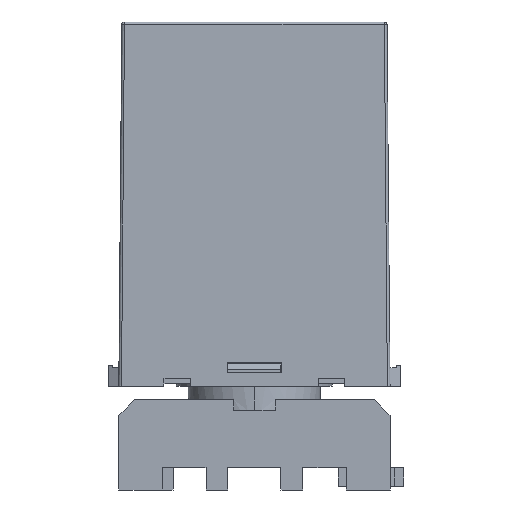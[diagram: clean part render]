
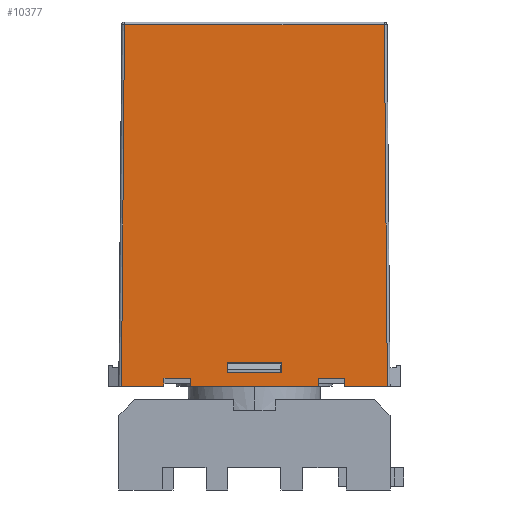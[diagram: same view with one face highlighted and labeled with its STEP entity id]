
A CAD part, front view. The second image highlights one B-rep face of the part: STEP entity #10377.
In plain terms, the highlighted planar face has unit normal (0, -1, 0.008).
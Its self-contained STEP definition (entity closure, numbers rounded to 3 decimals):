
#225 = VECTOR ( 'NONE', #1847, 1000. ) ;
#741 = VERTEX_POINT ( 'NONE', #28468 ) ;
#757 = LINE ( 'NONE', #35780, #33113 ) ;
#1582 = CARTESIAN_POINT ( 'NONE',  ( 17., -20.5, 0. ) ) ;
#1628 = CARTESIAN_POINT ( 'NONE',  ( -5.1, -20.479, 2.5 ) ) ;
#1789 = CARTESIAN_POINT ( 'NONE',  ( 12., -20.488, 1.5 ) ) ;
#1818 = LINE ( 'NONE', #15313, #34134 ) ;
#1847 = DIRECTION ( 'NONE',  ( 1., 0., 0. ) ) ;
#2496 = VERTEX_POINT ( 'NONE', #1789 ) ;
#2511 = VERTEX_POINT ( 'NONE', #8010 ) ;
#2924 = VERTEX_POINT ( 'NONE', #16627 ) ;
#3697 = LINE ( 'NONE', #40021, #10983 ) ;
#3868 = CARTESIAN_POINT ( 'NONE',  ( -24.433, -19.933, 68.004 ) ) ;
#4062 = CARTESIAN_POINT ( 'NONE',  ( -24.433, -19.933, 68.004 ) ) ;
#4369 = VERTEX_POINT ( 'NONE', #13252 ) ;
#4673 = CARTESIAN_POINT ( 'NONE',  ( 25., -20.463, 4.5 ) ) ;
#5814 = LINE ( 'NONE', #1582, #22367 ) ;
#6580 = VECTOR ( 'NONE', #35971, 1000. ) ;
#6745 = CARTESIAN_POINT ( 'NONE',  ( -25., -20.5, 0. ) ) ;
#6995 = EDGE_LOOP ( 'NONE', ( #19062, #32347, #18455, #37609 ) ) ;
#7114 = VECTOR ( 'NONE', #12219, 1000. ) ;
#7437 = ORIENTED_EDGE ( 'NONE', *, *, #23793, .T. ) ;
#7610 = VECTOR ( 'NONE', #32510, 1000. ) ;
#8010 = CARTESIAN_POINT ( 'NONE',  ( -17., -20.488, 1.5 ) ) ;
#8032 = DIRECTION ( 'NONE',  ( -0.008, 0.008, 1. ) ) ;
#8315 = EDGE_CURVE ( 'NONE', #19564, #13468, #31880, .T. ) ;
#8340 = CARTESIAN_POINT ( 'NONE',  ( -12., -20.5, 0. ) ) ;
#9048 = DIRECTION ( 'NONE',  ( 1., 0., 0. ) ) ;
#9446 = EDGE_CURVE ( 'NONE', #16057, #19564, #1818, .T. ) ;
#9765 = AXIS2_PLACEMENT_3D ( 'NONE', #35337, #37166, #37295 ) ;
#10377 = ADVANCED_FACE ( 'NONE', ( #23129, #32454 ), #25494, .T. ) ;
#10983 = VECTOR ( 'NONE', #33890, 1000. ) ;
#11588 = ORIENTED_EDGE ( 'NONE', *, *, #16707, .T. ) ;
#11829 = VERTEX_POINT ( 'NONE', #24120 ) ;
#12153 = CARTESIAN_POINT ( 'NONE',  ( -5.1, -20.5, 0. ) ) ;
#12163 = CARTESIAN_POINT ( 'NONE',  ( -17., -20.5, 0. ) ) ;
#12219 = DIRECTION ( 'NONE',  ( 0., -0.008, -1. ) ) ;
#12839 = EDGE_CURVE ( 'NONE', #14795, #16057, #757, .T. ) ;
#13252 = CARTESIAN_POINT ( 'NONE',  ( 17., -20.5, 0. ) ) ;
#13468 = VERTEX_POINT ( 'NONE', #18063 ) ;
#13760 = ORIENTED_EDGE ( 'NONE', *, *, #27637, .T. ) ;
#13895 = VECTOR ( 'NONE', #9048, 1000. ) ;
#14215 = DIRECTION ( 'NONE',  ( -1., 0., 0. ) ) ;
#14279 = EDGE_CURVE ( 'NONE', #24976, #4369, #30440, .T. ) ;
#14513 = CARTESIAN_POINT ( 'NONE',  ( 25., -20.5, 0. ) ) ;
#14713 = LINE ( 'NONE', #27206, #30454 ) ;
#14795 = VERTEX_POINT ( 'NONE', #24878 ) ;
#15313 = CARTESIAN_POINT ( 'NONE',  ( 25., -20.479, 2.5 ) ) ;
#15323 = LINE ( 'NONE', #35360, #31994 ) ;
#15430 = LINE ( 'NONE', #35868, #32115 ) ;
#15690 = VECTOR ( 'NONE', #8032, 1000. ) ;
#15832 = LINE ( 'NONE', #4673, #6580 ) ;
#16057 = VERTEX_POINT ( 'NONE', #38017 ) ;
#16582 = DIRECTION ( 'NONE',  ( -1., 0., 0. ) ) ;
#16627 = CARTESIAN_POINT ( 'NONE',  ( -25., -20.5, 0. ) ) ;
#16707 = EDGE_CURVE ( 'NONE', #24976, #18295, #39704, .T. ) ;
#16777 = DIRECTION ( 'NONE',  ( 0., 0.008, 1. ) ) ;
#16856 = LINE ( 'NONE', #20573, #225 ) ;
#17084 = DIRECTION ( 'NONE',  ( 1., 0., 0. ) ) ;
#17341 = ORIENTED_EDGE ( 'NONE', *, *, #27672, .T. ) ;
#18063 = CARTESIAN_POINT ( 'NONE',  ( -5.1, -20.463, 4.5 ) ) ;
#18249 = VERTEX_POINT ( 'NONE', #8340 ) ;
#18295 = VERTEX_POINT ( 'NONE', #33649 ) ;
#18455 = ORIENTED_EDGE ( 'NONE', *, *, #9446, .T. ) ;
#19000 = VERTEX_POINT ( 'NONE', #34530 ) ;
#19062 = ORIENTED_EDGE ( 'NONE', *, *, #35077, .T. ) ;
#19478 = ORIENTED_EDGE ( 'NONE', *, *, #25782, .T. ) ;
#19564 = VERTEX_POINT ( 'NONE', #1628 ) ;
#20091 = EDGE_LOOP ( 'NONE', ( #30925, #11588, #19478, #22283, #32496, #13760, #7437, #17341, #25849, #37943, #25426, #37310 ) ) ;
#20573 = CARTESIAN_POINT ( 'NONE',  ( 25., -20.488, 1.5 ) ) ;
#20864 = DIRECTION ( 'NONE',  ( 0., 0.008, 1. ) ) ;
#21092 = VECTOR ( 'NONE', #38115, 1000. ) ;
#21666 = EDGE_CURVE ( 'NONE', #4369, #19000, #5814, .T. ) ;
#22061 = LINE ( 'NONE', #22520, #21092 ) ;
#22240 = LINE ( 'NONE', #37103, #13895 ) ;
#22283 = ORIENTED_EDGE ( 'NONE', *, *, #40523, .T. ) ;
#22367 = VECTOR ( 'NONE', #23463, 1000. ) ;
#22520 = CARTESIAN_POINT ( 'NONE',  ( 25., -19.933, 68.004 ) ) ;
#23129 = FACE_OUTER_BOUND ( 'NONE', #20091, .T. ) ;
#23463 = DIRECTION ( 'NONE',  ( 0., 0.008, 1. ) ) ;
#23556 = VECTOR ( 'NONE', #16777, 1000. ) ;
#23793 = EDGE_CURVE ( 'NONE', #2511, #11829, #16856, .T. ) ;
#24120 = CARTESIAN_POINT ( 'NONE',  ( -12., -20.488, 1.5 ) ) ;
#24878 = CARTESIAN_POINT ( 'NONE',  ( 5.1, -20.463, 4.5 ) ) ;
#24976 = VERTEX_POINT ( 'NONE', #14513 ) ;
#25426 = ORIENTED_EDGE ( 'NONE', *, *, #32909, .T. ) ;
#25456 = DIRECTION ( 'NONE',  ( -1., 0., 0. ) ) ;
#25494 = PLANE ( 'NONE',  #9765 ) ;
#25782 = EDGE_CURVE ( 'NONE', #18295, #32796, #22061, .T. ) ;
#25849 = ORIENTED_EDGE ( 'NONE', *, *, #29832, .T. ) ;
#26065 = EDGE_CURVE ( 'NONE', #741, #2496, #14713, .T. ) ;
#26738 = VERTEX_POINT ( 'NONE', #12163 ) ;
#27206 = CARTESIAN_POINT ( 'NONE',  ( 12., -20.5, 0. ) ) ;
#27637 = EDGE_CURVE ( 'NONE', #26738, #2511, #3697, .T. ) ;
#27672 = EDGE_CURVE ( 'NONE', #11829, #18249, #40377, .T. ) ;
#27866 = CARTESIAN_POINT ( 'NONE',  ( -12., -20.5, 0. ) ) ;
#28468 = CARTESIAN_POINT ( 'NONE',  ( 12., -20.5, 0. ) ) ;
#29426 = VECTOR ( 'NONE', #25456, 1000. ) ;
#29636 = DIRECTION ( 'NONE',  ( 0., -0.008, -1. ) ) ;
#29832 = EDGE_CURVE ( 'NONE', #18249, #741, #22240, .T. ) ;
#30079 = CARTESIAN_POINT ( 'NONE',  ( 25., -20.5, 0. ) ) ;
#30440 = LINE ( 'NONE', #6745, #29426 ) ;
#30454 = VECTOR ( 'NONE', #20864, 1000. ) ;
#30925 = ORIENTED_EDGE ( 'NONE', *, *, #14279, .F. ) ;
#31880 = LINE ( 'NONE', #12153, #23556 ) ;
#31994 = VECTOR ( 'NONE', #16582, 1000. ) ;
#32115 = VECTOR ( 'NONE', #17084, 1000. ) ;
#32347 = ORIENTED_EDGE ( 'NONE', *, *, #12839, .T. ) ;
#32454 = FACE_BOUND ( 'NONE', #6995, .T. ) ;
#32496 = ORIENTED_EDGE ( 'NONE', *, *, #37380, .F. ) ;
#32510 = DIRECTION ( 'NONE',  ( -0.008, -0.008, -1. ) ) ;
#32796 = VERTEX_POINT ( 'NONE', #3868 ) ;
#32909 = EDGE_CURVE ( 'NONE', #2496, #19000, #15430, .T. ) ;
#33113 = VECTOR ( 'NONE', #29636, 1000. ) ;
#33649 = CARTESIAN_POINT ( 'NONE',  ( 24.433, -19.933, 68.004 ) ) ;
#33890 = DIRECTION ( 'NONE',  ( 0., 0.008, 1. ) ) ;
#34134 = VECTOR ( 'NONE', #14215, 1000. ) ;
#34530 = CARTESIAN_POINT ( 'NONE',  ( 17., -20.488, 1.5 ) ) ;
#35077 = EDGE_CURVE ( 'NONE', #13468, #14795, #15832, .T. ) ;
#35337 = CARTESIAN_POINT ( 'NONE',  ( 25., -20.5, 0. ) ) ;
#35360 = CARTESIAN_POINT ( 'NONE',  ( -25., -20.5, 0. ) ) ;
#35780 = CARTESIAN_POINT ( 'NONE',  ( 5.1, -20.5, 0. ) ) ;
#35868 = CARTESIAN_POINT ( 'NONE',  ( 25., -20.488, 1.5 ) ) ;
#35971 = DIRECTION ( 'NONE',  ( 1., 0., 0. ) ) ;
#37103 = CARTESIAN_POINT ( 'NONE',  ( 25., -20.5, 0. ) ) ;
#37166 = DIRECTION ( 'NONE',  ( 0., -1., 0.008 ) ) ;
#37295 = DIRECTION ( 'NONE',  ( 0., -0.008, -1. ) ) ;
#37310 = ORIENTED_EDGE ( 'NONE', *, *, #21666, .F. ) ;
#37380 = EDGE_CURVE ( 'NONE', #26738, #2924, #15323, .T. ) ;
#37609 = ORIENTED_EDGE ( 'NONE', *, *, #8315, .T. ) ;
#37943 = ORIENTED_EDGE ( 'NONE', *, *, #26065, .T. ) ;
#38017 = CARTESIAN_POINT ( 'NONE',  ( 5.1, -20.479, 2.5 ) ) ;
#38115 = DIRECTION ( 'NONE',  ( -1., 0., 0. ) ) ;
#39704 = LINE ( 'NONE', #30079, #15690 ) ;
#39911 = LINE ( 'NONE', #4062, #7610 ) ;
#40021 = CARTESIAN_POINT ( 'NONE',  ( -17., -20.5, 0. ) ) ;
#40377 = LINE ( 'NONE', #27866, #7114 ) ;
#40523 = EDGE_CURVE ( 'NONE', #32796, #2924, #39911, .T. ) ;
